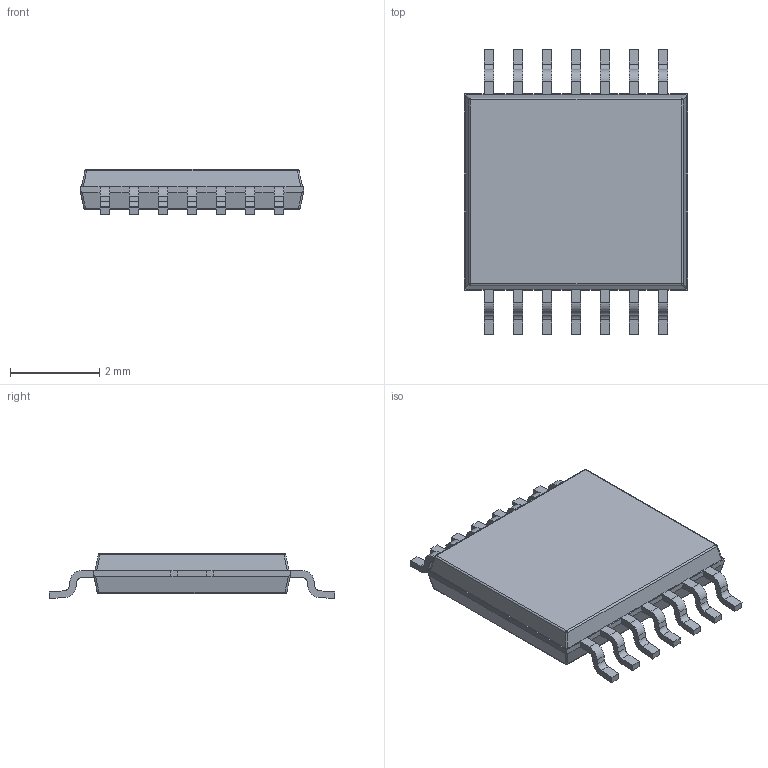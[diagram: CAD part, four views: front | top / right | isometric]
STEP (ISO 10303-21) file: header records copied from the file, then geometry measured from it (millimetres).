
FILE_DESCRIPTION(/* description */ ('Unknown'),/* implementation_level */ '2;1');
FILE_NAME(/* name */ 'TSSOP14',/* time_stamp */ '2025-10-27T16:10:29+08:00',/* author */ ('Unknown'),/* organization */ ('Unknown'),/* preprocessor_version */ 'ST-DEVELOPER v20',/* originating_system */ 'Solid Edge',/* authorisation */ 'Unknown');
FILE_SCHEMA (('AUTOMOTIVE_DESIGN {1 0 10303 214 3 1 1}'));
Length unit declared in the file: millimetre
Products named in the file (4): TSSOP14; CPD; LF01; LF02
Assembly tree (3 placements, depth 2):
  TSSOP14
    CPD
    LF01
    LF02
Bounding box: 5 x 6.4 x 1.01 mm (x, y, z)
Volume: 19.6 mm3; surface area: 135.9 mm2
Topology: 16 solids, 16 shells, 784 faces, 2242 edges, 1476 vertices
Faces by surface type: plane 664, cylinder 112, sphere 8
Full cylindrical faces by diameter (mm): 0.25 x28
Entity records: 25045 total; most frequent: CARTESIAN_POINT 4414, ORIENTED_EDGE 4356, DIRECTION 3982, EDGE_CURVE 2178, LINE 1950, VECTOR 1950, VERTEX_POINT 1448, AXIS2_PLACEMENT_3D 1016
